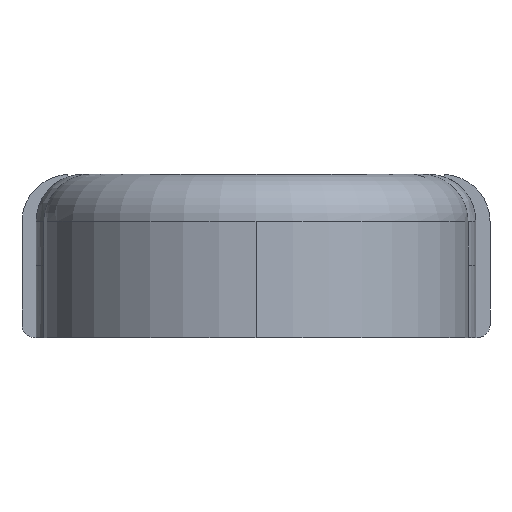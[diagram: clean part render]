
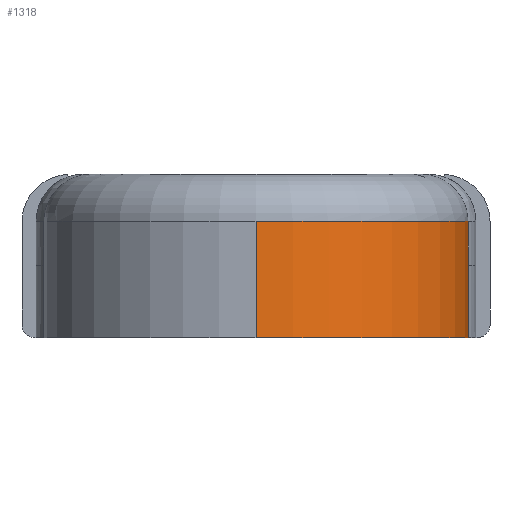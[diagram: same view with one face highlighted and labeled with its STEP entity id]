
A CAD part, front view. The second image highlights one B-rep face of the part: STEP entity #1318.
In plain terms, the highlighted cylindrical face has radius 6.75 mm (diameter 13.5 mm), a partial arc.
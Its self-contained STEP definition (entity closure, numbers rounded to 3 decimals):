
#1269=CARTESIAN_POINT('',(-0.012,20.089,3.895));
#1270=DIRECTION('',(-0.,0.,1.));
#1271=DIRECTION('',(-0.,-1.,0.));
#1272=AXIS2_PLACEMENT_3D('',#1269,#1270,#1271);
#1273=CYLINDRICAL_SURFACE('',#1272,6.75);
#1274=CARTESIAN_POINT('',(-0.012,13.339,8.295));
#1275=VERTEX_POINT('',#1274);
#1276=CARTESIAN_POINT('',(-0.012,13.339,4.595));
#1277=VERTEX_POINT('',#1276);
#1278=CARTESIAN_POINT('',(-0.012,13.339,8.295));
#1279=DIRECTION('',(0.,-0.,-1.));
#1280=VECTOR('',#1279,3.7);
#1281=LINE('',#1278,#1280);
#1282=EDGE_CURVE('',#1275,#1277,#1281,.T.);
#1283=ORIENTED_EDGE('',*,*,#1282,.T.);
#1284=CARTESIAN_POINT('',(6.738,20.089,4.595));
#1285=VERTEX_POINT('',#1284);
#1286=CARTESIAN_POINT('',(-0.012,20.089,4.595));
#1287=DIRECTION('',(0.,-0.,-1.));
#1288=DIRECTION('',(0.,1.,-0.));
#1289=AXIS2_PLACEMENT_3D('',#1286,#1287,#1288);
#1290=CIRCLE('',#1289,6.75);
#1291=EDGE_CURVE('',#1285,#1277,#1290,.T.);
#1292=ORIENTED_EDGE('',*,*,#1291,.F.);
#1293=CARTESIAN_POINT('',(6.738,20.089,6.895));
#1294=VERTEX_POINT('',#1293);
#1295=CARTESIAN_POINT('',(6.738,20.089,6.895));
#1296=DIRECTION('',(0.,-0.,-1.));
#1297=VECTOR('',#1296,2.3);
#1298=LINE('',#1295,#1297);
#1299=EDGE_CURVE('',#1294,#1285,#1298,.T.);
#1300=ORIENTED_EDGE('',*,*,#1299,.F.);
#1301=CARTESIAN_POINT('',(6.738,20.089,8.295));
#1302=VERTEX_POINT('',#1301);
#1303=CARTESIAN_POINT('',(6.738,20.089,8.295));
#1304=DIRECTION('',(0.,-0.,-1.));
#1305=VECTOR('',#1304,1.4);
#1306=LINE('',#1303,#1305);
#1307=EDGE_CURVE('',#1302,#1294,#1306,.T.);
#1308=ORIENTED_EDGE('',*,*,#1307,.F.);
#1309=CARTESIAN_POINT('',(-0.012,20.089,8.295));
#1310=DIRECTION('',(0.,-0.,-1.));
#1311=DIRECTION('',(0.,1.,-0.));
#1312=AXIS2_PLACEMENT_3D('',#1309,#1310,#1311);
#1313=CIRCLE('',#1312,6.75);
#1314=EDGE_CURVE('',#1302,#1275,#1313,.T.);
#1315=ORIENTED_EDGE('',*,*,#1314,.T.);
#1316=EDGE_LOOP('',(#1283,#1292,#1300,#1308,#1315));
#1317=FACE_BOUND('',#1316,.T.);
#1318=ADVANCED_FACE('',(#1317),#1273,.T.);
